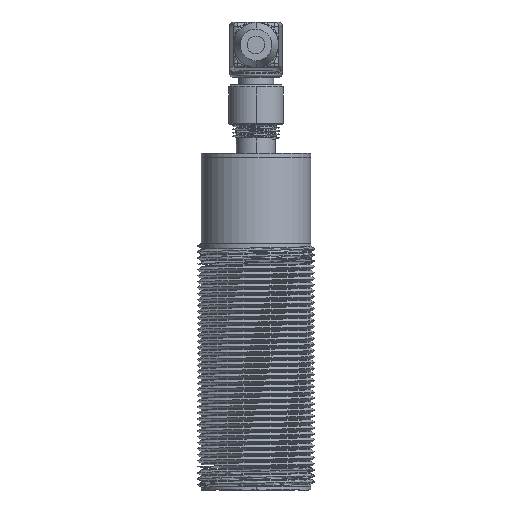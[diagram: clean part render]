
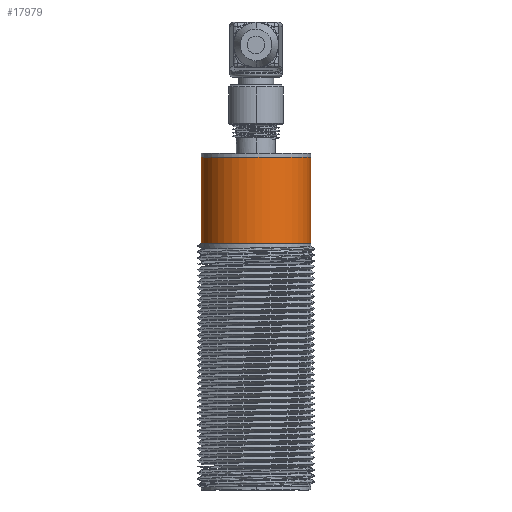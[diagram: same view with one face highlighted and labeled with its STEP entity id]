
A CAD part, front view. The second image highlights one B-rep face of the part: STEP entity #17979.
In plain terms, the highlighted free-form (B-spline) face has degree [2, 1] with [5, 2] control points.
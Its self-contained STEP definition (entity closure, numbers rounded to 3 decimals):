
#9408 = VERTEX_POINT('',#9409);
#9409 = CARTESIAN_POINT('',(-12.493,0.,
    0.045));
#17660 = VERTEX_POINT('',#17661);
#17661 = CARTESIAN_POINT('',(-12.493,0.,
    0.));
#17666 = EDGE_CURVE('',#17660,#17667,#17669,.T.);
#17667 = VERTEX_POINT('',#17668);
#17668 = CARTESIAN_POINT('',(12.493,0.,0.));
#17669 = ( BOUNDED_CURVE() B_SPLINE_CURVE(2,(#17670,#17671,#17672,#17673
,#17674),.UNSPECIFIED.,.F.,.F.) B_SPLINE_CURVE_WITH_KNOTS((3,2,3),(0.,
1.571,3.142),.PIECEWISE_BEZIER_KNOTS.) CURVE() 
GEOMETRIC_REPRESENTATION_ITEM() RATIONAL_B_SPLINE_CURVE((1.,
0.707,1.,0.707,1.)) REPRESENTATION_ITEM('') );
#17670 = CARTESIAN_POINT('',(-12.493,0.,0.));
#17671 = CARTESIAN_POINT('',(-12.493,-12.493,0.));
#17672 = CARTESIAN_POINT('',(0.,-12.493,0.));
#17673 = CARTESIAN_POINT('',(12.493,-12.493,0.));
#17674 = CARTESIAN_POINT('',(12.493,0.,0.));
#17708 = VERTEX_POINT('',#17709);
#17709 = CARTESIAN_POINT('',(12.493,0.,
    19.632));
#17710 = VERTEX_POINT('',#17711);
#17711 = CARTESIAN_POINT('',(-12.493,0.,
    19.632));
#17719 = EDGE_CURVE('',#9408,#17710,#17720,.T.);
#17720 = B_SPLINE_CURVE_WITH_KNOTS('',1,(#17721,#17722),.UNSPECIFIED.,
  .F.,.F.,(2,2),(0.,21.95),.PIECEWISE_BEZIER_KNOTS.);
#17721 = CARTESIAN_POINT('',(-12.493,0.,
    0.045));
#17722 = CARTESIAN_POINT('',(-12.493,0.,
    19.632));
#17726 = EDGE_CURVE('',#17667,#17708,#17727,.T.);
#17727 = B_SPLINE_CURVE_WITH_KNOTS('',1,(#17728,#17729),.UNSPECIFIED.,
  .F.,.F.,(2,2),(0.,22.),.PIECEWISE_BEZIER_KNOTS.);
#17728 = CARTESIAN_POINT('',(12.493,0.,0.));
#17729 = CARTESIAN_POINT('',(12.493,0.,
    19.632));
#17745 = EDGE_CURVE('',#17710,#17708,#17746,.T.);
#17746 = ( BOUNDED_CURVE() B_SPLINE_CURVE(2,(#17747,#17748,#17749,#17750
,#17751),.UNSPECIFIED.,.F.,.F.) B_SPLINE_CURVE_WITH_KNOTS((3,2,3),(0.,
1.571,3.142),.PIECEWISE_BEZIER_KNOTS.) CURVE() 
GEOMETRIC_REPRESENTATION_ITEM() RATIONAL_B_SPLINE_CURVE((1.,
0.707,1.,0.707,1.)) REPRESENTATION_ITEM('') );
#17747 = CARTESIAN_POINT('',(-12.493,0.,
    19.632));
#17748 = CARTESIAN_POINT('',(-12.493,-12.493,
    19.632));
#17749 = CARTESIAN_POINT('',(0.,-12.493,
    19.632));
#17750 = CARTESIAN_POINT('',(12.493,-12.493,
    19.632));
#17751 = CARTESIAN_POINT('',(12.493,0.,
    19.632));
#17762 = EDGE_CURVE('',#17660,#9408,#17763,.T.);
#17763 = B_SPLINE_CURVE_WITH_KNOTS('',1,(#17764,#17765),.UNSPECIFIED.,
  .F.,.F.,(2,2),(0.,0.05),.PIECEWISE_BEZIER_KNOTS.);
#17764 = CARTESIAN_POINT('',(-12.493,0.,
    0.));
#17765 = CARTESIAN_POINT('',(-12.493,0.,
    0.045));
#17979 = ADVANCED_FACE('',(#17980),#17987,.F.);
#17980 = FACE_BOUND('',#17981,.F.);
#17981 = EDGE_LOOP('',(#17982,#17983,#17984,#17985,#17986));
#17982 = ORIENTED_EDGE('',*,*,#17726,.F.);
#17983 = ORIENTED_EDGE('',*,*,#17666,.F.);
#17984 = ORIENTED_EDGE('',*,*,#17762,.T.);
#17985 = ORIENTED_EDGE('',*,*,#17719,.T.);
#17986 = ORIENTED_EDGE('',*,*,#17745,.T.);
#17987 = ( BOUNDED_SURFACE() B_SPLINE_SURFACE(2,1,(
    (#17988,#17989)
    ,(#17990,#17991)
    ,(#17992,#17993)
    ,(#17994,#17995)
    ,(#17996,#17997
)),.UNSPECIFIED.,.F.,.F.,.F.) B_SPLINE_SURFACE_WITH_KNOTS((3,2,3),(2,2),
  (3.142,4.712,6.283),(0.,22.),
.PIECEWISE_BEZIER_KNOTS.) GEOMETRIC_REPRESENTATION_ITEM() 
RATIONAL_B_SPLINE_SURFACE((
    (1.,1.)
    ,(0.707,0.707)
    ,(1.,1.)
    ,(0.707,0.707)
,(1.,1.))) REPRESENTATION_ITEM('') SURFACE() );
#17988 = CARTESIAN_POINT('',(12.493,0.,0.));
#17989 = CARTESIAN_POINT('',(12.493,0.,
    19.632));
#17990 = CARTESIAN_POINT('',(12.493,-12.493,0.));
#17991 = CARTESIAN_POINT('',(12.493,-12.493,
    19.632));
#17992 = CARTESIAN_POINT('',(0.,-12.493,0.));
#17993 = CARTESIAN_POINT('',(0.,-12.493,
    19.632));
#17994 = CARTESIAN_POINT('',(-12.493,-12.493,0.));
#17995 = CARTESIAN_POINT('',(-12.493,-12.493,
    19.632));
#17996 = CARTESIAN_POINT('',(-12.493,0.,0.));
#17997 = CARTESIAN_POINT('',(-12.493,0.,
    19.632));
